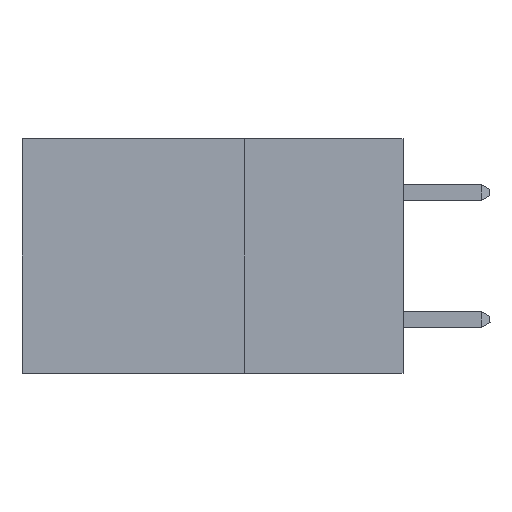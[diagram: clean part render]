
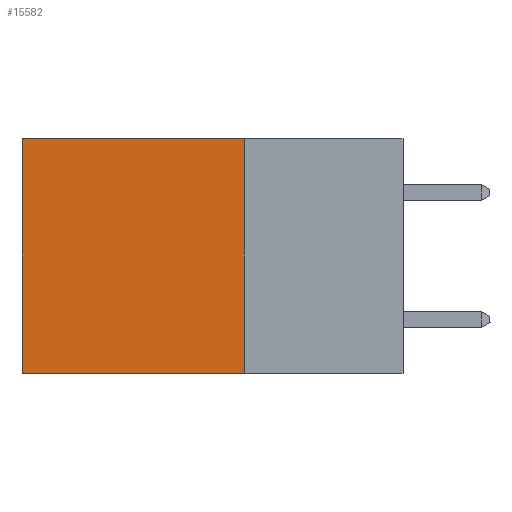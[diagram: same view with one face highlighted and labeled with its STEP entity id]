
A CAD part, left-side view. The second image highlights one B-rep face of the part: STEP entity #15582.
In plain terms, the highlighted planar face has unit normal (-1, 0, 0).
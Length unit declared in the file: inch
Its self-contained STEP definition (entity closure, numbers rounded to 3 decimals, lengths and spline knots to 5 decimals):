
#1153 = VERTEX_POINT ( 'NONE', #24966 ) ;
#1778 = DIRECTION ( 'NONE',  ( 0., 0., -1. ) ) ;
#2651 = CARTESIAN_POINT ( 'NONE',  ( 0.2875, 0.25, -0.37 ) ) ;
#2663 = EDGE_CURVE ( 'NONE', #12930, #10319, #23159, .T. ) ;
#4000 = LINE ( 'NONE', #22592, #13199 ) ;
#4283 = FACE_OUTER_BOUND ( 'NONE', #9056, .T. ) ;
#4742 = LINE ( 'NONE', #11901, #10883 ) ;
#5639 = VECTOR ( 'NONE', #25019, 39.37008 ) ;
#6408 = CARTESIAN_POINT ( 'NONE',  ( 0.2875, 0.25, 0. ) ) ;
#6453 = PLANE ( 'NONE',  #11637 ) ;
#6499 = EDGE_CURVE ( 'NONE', #1153, #28308, #8590, .T. ) ;
#8590 = LINE ( 'NONE', #6408, #20450 ) ;
#9056 = EDGE_LOOP ( 'NONE', ( #16325, #21954, #10759, #25985 ) ) ;
#10319 = VERTEX_POINT ( 'NONE', #10678 ) ;
#10678 = CARTESIAN_POINT ( 'NONE',  ( 0.2875, 0.6, -0.37 ) ) ;
#10759 = ORIENTED_EDGE ( 'NONE', *, *, #25238, .F. ) ;
#10883 = VECTOR ( 'NONE', #14253, 39.37008 ) ;
#11637 = AXIS2_PLACEMENT_3D ( 'NONE', #13643, #23139, #1778 ) ;
#11901 = CARTESIAN_POINT ( 'NONE',  ( 0.2875, 0.25, 0. ) ) ;
#12930 = VERTEX_POINT ( 'NONE', #2651 ) ;
#13199 = VECTOR ( 'NONE', #23016, 39.37008 ) ;
#13643 = CARTESIAN_POINT ( 'NONE',  ( 0.2875, 0.25, 0. ) ) ;
#14253 = DIRECTION ( 'NONE',  ( 0., 0., -1. ) ) ;
#15582 = ADVANCED_FACE ( 'NONE', ( #4283 ), #6453, .F. ) ;
#16325 = ORIENTED_EDGE ( 'NONE', *, *, #19313, .T. ) ;
#17879 = CARTESIAN_POINT ( 'NONE',  ( 0.2875, 0.25, -0.37 ) ) ;
#19313 = EDGE_CURVE ( 'NONE', #28308, #10319, #4000, .T. ) ;
#19547 = CARTESIAN_POINT ( 'NONE',  ( 0.2875, 0.6, 0. ) ) ;
#20450 = VECTOR ( 'NONE', #20750, 39.37008 ) ;
#20750 = DIRECTION ( 'NONE',  ( 0., 1., 0. ) ) ;
#21954 = ORIENTED_EDGE ( 'NONE', *, *, #2663, .F. ) ;
#22592 = CARTESIAN_POINT ( 'NONE',  ( 0.2875, 0.6, 0. ) ) ;
#23016 = DIRECTION ( 'NONE',  ( 0., 0., -1. ) ) ;
#23139 = DIRECTION ( 'NONE',  ( 1., 0., 0. ) ) ;
#23159 = LINE ( 'NONE', #17879, #5639 ) ;
#24966 = CARTESIAN_POINT ( 'NONE',  ( 0.2875, 0.25, 0. ) ) ;
#25019 = DIRECTION ( 'NONE',  ( 0., 1., 0. ) ) ;
#25238 = EDGE_CURVE ( 'NONE', #1153, #12930, #4742, .T. ) ;
#25985 = ORIENTED_EDGE ( 'NONE', *, *, #6499, .T. ) ;
#28308 = VERTEX_POINT ( 'NONE', #19547 ) ;
